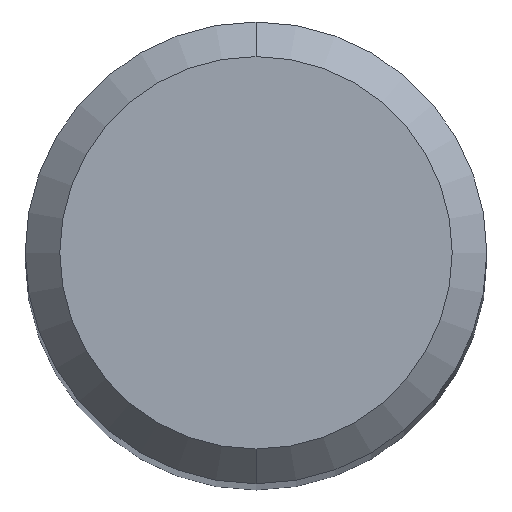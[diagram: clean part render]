
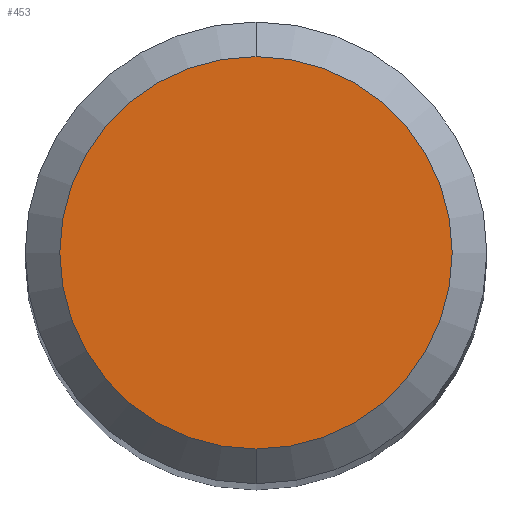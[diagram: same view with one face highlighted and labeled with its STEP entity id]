
A CAD part, top view. The second image highlights one B-rep face of the part: STEP entity #453.
In plain terms, the highlighted planar face has unit normal (0, 0, 1).
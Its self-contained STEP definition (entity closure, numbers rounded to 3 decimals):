
#219=EDGE_CURVE('',#313,#329,#538,.T.);
#313=VERTEX_POINT('',#643);
#329=VERTEX_POINT('',#659);
#397=EDGE_CURVE('',#329,#313,#732,.T.);
#453=ADVANCED_FACE('',(#796),#797,.T.);
#538=CIRCLE('',#895,1.7);
#643=CARTESIAN_POINT('',(0.,-1.7,0.0));
#659=CARTESIAN_POINT('',(0.0,1.7,0.0));
#732=CIRCLE('',#1243,1.7);
#796=FACE_OUTER_BOUND('',#1387,.T.);
#797=PLANE('',#1388);
#895=AXIS2_PLACEMENT_3D('',#1527,#1528,#1529);
#1243=AXIS2_PLACEMENT_3D('',#1715,#1716,#1717);
#1387=EDGE_LOOP('',(#1800,#1801));
#1388=AXIS2_PLACEMENT_3D('',#1802,#1803,#1804);
#1527=CARTESIAN_POINT('',(0.0,0.0,0.0));
#1528=DIRECTION('',(0.0,0.0,-1.0));
#1529=DIRECTION('',(0.0,1.0,0.0));
#1715=CARTESIAN_POINT('',(0.0,0.0,0.0));
#1716=DIRECTION('',(0.0,0.0,-1.0));
#1717=DIRECTION('',(0.0,1.0,0.0));
#1800=ORIENTED_EDGE('',*,*,#397,.F.);
#1801=ORIENTED_EDGE('',*,*,#219,.F.);
#1802=CARTESIAN_POINT('',(0.0,0.85,0.0));
#1803=DIRECTION('',(-0.0,0.0,1.0));
#1804=DIRECTION('',(0.0,-1.0,0.0));
